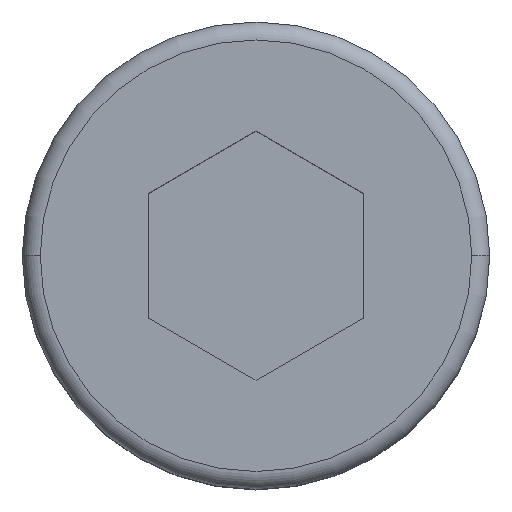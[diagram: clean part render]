
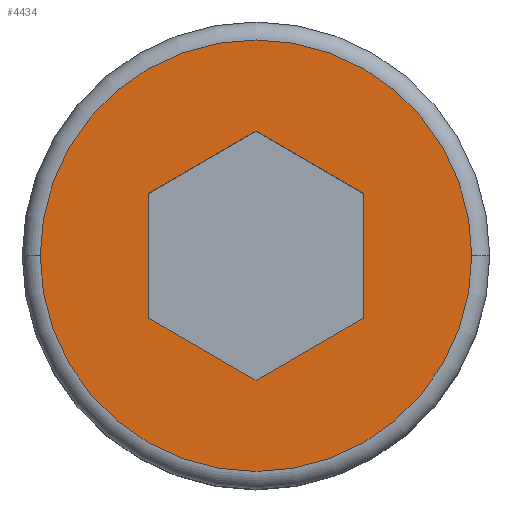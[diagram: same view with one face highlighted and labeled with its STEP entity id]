
A CAD part, top view. The second image highlights one B-rep face of the part: STEP entity #4434.
In plain terms, the highlighted planar face has unit normal (0, 0, 1).
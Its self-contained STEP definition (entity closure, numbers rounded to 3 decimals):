
#34 = VERTEX_POINT ( 'NONE', #2143 ) ;
#105 = EDGE_LOOP ( 'NONE', ( #2089, #1439 ) ) ;
#185 = CARTESIAN_POINT ( 'NONE',  ( -3., 1.732, 0. ) ) ;
#186 = VECTOR ( 'NONE', #1768, 1000. ) ;
#234 = DIRECTION ( 'NONE',  ( 0., 0., 1. ) ) ;
#240 = FACE_BOUND ( 'NONE', #4439, .T. ) ;
#272 = CARTESIAN_POINT ( 'NONE',  ( -3., -1.732, 0. ) ) ;
#460 = EDGE_CURVE ( 'NONE', #4724, #34, #3869, .T. ) ;
#536 = VECTOR ( 'NONE', #3622, 1000. ) ;
#622 = PLANE ( 'NONE',  #2465 ) ;
#689 = EDGE_CURVE ( 'NONE', #4112, #3452, #873, .T. ) ;
#741 = EDGE_CURVE ( 'NONE', #3452, #4724, #2785, .T. ) ;
#873 = LINE ( 'NONE', #2418, #4833 ) ;
#900 = DIRECTION ( 'NONE',  ( 0., 1., 0. ) ) ;
#909 = VECTOR ( 'NONE', #4526, 1000. ) ;
#947 = CARTESIAN_POINT ( 'NONE',  ( 3., 1.732, 0. ) ) ;
#1070 = ORIENTED_EDGE ( 'NONE', *, *, #2854, .F. ) ;
#1222 = DIRECTION ( 'NONE',  ( 1., 0., 0. ) ) ;
#1387 = ORIENTED_EDGE ( 'NONE', *, *, #4236, .F. ) ;
#1432 = ORIENTED_EDGE ( 'NONE', *, *, #741, .F. ) ;
#1439 = ORIENTED_EDGE ( 'NONE', *, *, #2136, .T. ) ;
#1506 = DIRECTION ( 'NONE',  ( 0., 0., 1. ) ) ;
#1768 = DIRECTION ( 'NONE',  ( 0.866, -0.5, 0. ) ) ;
#1855 = CARTESIAN_POINT ( 'NONE',  ( 0., 3.464, 0. ) ) ;
#2089 = ORIENTED_EDGE ( 'NONE', *, *, #3982, .T. ) ;
#2136 = EDGE_CURVE ( 'NONE', #4182, #2320, #2523, .T. ) ;
#2143 = CARTESIAN_POINT ( 'NONE',  ( -3., 1.732, 0. ) ) ;
#2215 = LINE ( 'NONE', #185, #536 ) ;
#2258 = CARTESIAN_POINT ( 'NONE',  ( 6., 0., 0. ) ) ;
#2260 = VERTEX_POINT ( 'NONE', #3352 ) ;
#2320 = VERTEX_POINT ( 'NONE', #2258 ) ;
#2418 = CARTESIAN_POINT ( 'NONE',  ( 3., -1.732, 0. ) ) ;
#2465 = AXIS2_PLACEMENT_3D ( 'NONE', #4827, #234, #4064 ) ;
#2467 = CARTESIAN_POINT ( 'NONE',  ( -6., 0., 0. ) ) ;
#2477 = CARTESIAN_POINT ( 'NONE',  ( -3., -1.732, 0. ) ) ;
#2487 = CARTESIAN_POINT ( 'NONE',  ( 3., 1.732, 0. ) ) ;
#2523 = CIRCLE ( 'NONE', #2610, 6. ) ;
#2610 = AXIS2_PLACEMENT_3D ( 'NONE', #3789, #1506, #4562 ) ;
#2785 = LINE ( 'NONE', #947, #4349 ) ;
#2854 = EDGE_CURVE ( 'NONE', #4537, #2260, #4260, .T. ) ;
#2872 = AXIS2_PLACEMENT_3D ( 'NONE', #4589, #4987, #1222 ) ;
#2929 = CIRCLE ( 'NONE', #2872, 6. ) ;
#2969 = ORIENTED_EDGE ( 'NONE', *, *, #689, .F. ) ;
#3113 = ORIENTED_EDGE ( 'NONE', *, *, #460, .F. ) ;
#3352 = CARTESIAN_POINT ( 'NONE',  ( 0., -3.464, 0. ) ) ;
#3372 = CARTESIAN_POINT ( 'NONE',  ( 0., -3.464, 0. ) ) ;
#3415 = FACE_OUTER_BOUND ( 'NONE', #105, .T. ) ;
#3452 = VERTEX_POINT ( 'NONE', #2487 ) ;
#3473 = DIRECTION ( 'NONE',  ( -0.866, -0.5, 0. ) ) ;
#3622 = DIRECTION ( 'NONE',  ( 0., -1., 0. ) ) ;
#3641 = DIRECTION ( 'NONE',  ( -0.866, 0.5, 0. ) ) ;
#3767 = EDGE_CURVE ( 'NONE', #2260, #4112, #4677, .T. ) ;
#3789 = CARTESIAN_POINT ( 'NONE',  ( 0., 0., 0. ) ) ;
#3809 = VECTOR ( 'NONE', #3473, 1000. ) ;
#3869 = LINE ( 'NONE', #4224, #3809 ) ;
#3982 = EDGE_CURVE ( 'NONE', #2320, #4182, #2929, .T. ) ;
#4064 = DIRECTION ( 'NONE',  ( 1., 0., 0. ) ) ;
#4112 = VERTEX_POINT ( 'NONE', #4326 ) ;
#4182 = VERTEX_POINT ( 'NONE', #2467 ) ;
#4224 = CARTESIAN_POINT ( 'NONE',  ( 0., 3.464, 0. ) ) ;
#4236 = EDGE_CURVE ( 'NONE', #34, #4537, #2215, .T. ) ;
#4260 = LINE ( 'NONE', #272, #186 ) ;
#4302 = ORIENTED_EDGE ( 'NONE', *, *, #3767, .F. ) ;
#4326 = CARTESIAN_POINT ( 'NONE',  ( 3., -1.732, 0. ) ) ;
#4349 = VECTOR ( 'NONE', #3641, 1000. ) ;
#4434 = ADVANCED_FACE ( 'NONE', ( #3415, #240 ), #622, .T. ) ;
#4439 = EDGE_LOOP ( 'NONE', ( #1387, #3113, #1432, #2969, #4302, #1070 ) ) ;
#4526 = DIRECTION ( 'NONE',  ( 0.866, 0.5, 0. ) ) ;
#4537 = VERTEX_POINT ( 'NONE', #2477 ) ;
#4562 = DIRECTION ( 'NONE',  ( 1., 0., 0. ) ) ;
#4589 = CARTESIAN_POINT ( 'NONE',  ( 0., 0., 0. ) ) ;
#4677 = LINE ( 'NONE', #3372, #909 ) ;
#4724 = VERTEX_POINT ( 'NONE', #1855 ) ;
#4827 = CARTESIAN_POINT ( 'NONE',  ( 0., 0., 0. ) ) ;
#4833 = VECTOR ( 'NONE', #900, 1000. ) ;
#4987 = DIRECTION ( 'NONE',  ( 0., 0., 1. ) ) ;
